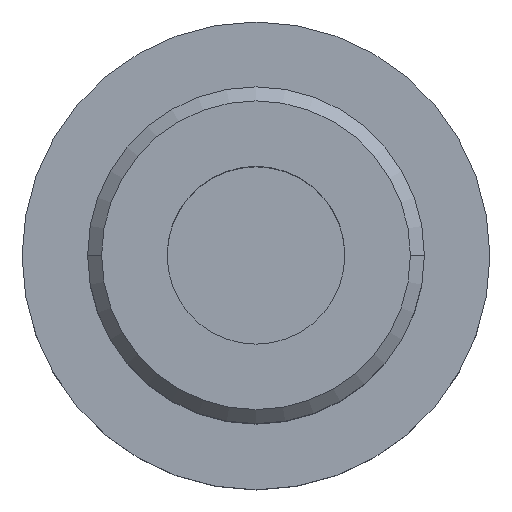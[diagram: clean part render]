
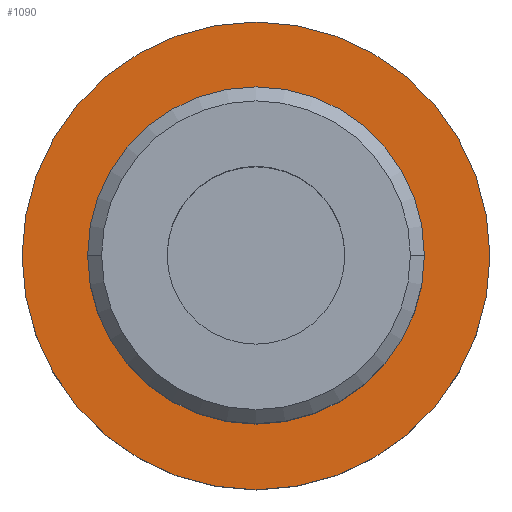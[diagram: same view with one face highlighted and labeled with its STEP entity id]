
A CAD part, top view. The second image highlights one B-rep face of the part: STEP entity #1090.
In plain terms, the highlighted planar face has unit normal (0, 0, 1).
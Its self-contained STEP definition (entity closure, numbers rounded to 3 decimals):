
#176 = ORIENTED_EDGE ( 'NONE', *, *, #2267, .F. ) ;
#212 = AXIS2_PLACEMENT_3D ( 'NONE', #2324, #1521, #2070 ) ;
#287 = EDGE_LOOP ( 'NONE', ( #176, #3132 ) ) ;
#324 = DIRECTION ( 'NONE',  ( 0., 0., -1. ) ) ;
#383 = VERTEX_POINT ( 'NONE', #3046 ) ;
#438 = CIRCLE ( 'NONE', #900, 25. ) ;
#500 = CARTESIAN_POINT ( 'NONE',  ( 0., 0., 55. ) ) ;
#529 = CARTESIAN_POINT ( 'NONE',  ( -25., 0., 55. ) ) ;
#551 = VERTEX_POINT ( 'NONE', #1950 ) ;
#601 = CARTESIAN_POINT ( 'NONE',  ( 0., 0., 55. ) ) ;
#639 = EDGE_CURVE ( 'NONE', #2139, #987, #695, .T. ) ;
#690 = ORIENTED_EDGE ( 'NONE', *, *, #876, .T. ) ;
#695 = CIRCLE ( 'NONE', #1918, 25. ) ;
#757 = FACE_BOUND ( 'NONE', #2467, .T. ) ;
#820 = ORIENTED_EDGE ( 'NONE', *, *, #1875, .T. ) ;
#876 = EDGE_CURVE ( 'NONE', #383, #551, #3474, .T. ) ;
#900 = AXIS2_PLACEMENT_3D ( 'NONE', #601, #1392, #2485 ) ;
#912 = CARTESIAN_POINT ( 'NONE',  ( 0., 0., 55. ) ) ;
#967 = FACE_OUTER_BOUND ( 'NONE', #287, .T. ) ;
#987 = VERTEX_POINT ( 'NONE', #529 ) ;
#1058 = AXIS2_PLACEMENT_3D ( 'NONE', #500, #2898, #3431 ) ;
#1090 = ADVANCED_FACE ( 'NONE', ( #757, #967 ), #3229, .T. ) ;
#1392 = DIRECTION ( 'NONE',  ( 0., 0., -1. ) ) ;
#1521 = DIRECTION ( 'NONE',  ( 0., 0., -1. ) ) ;
#1668 = AXIS2_PLACEMENT_3D ( 'NONE', #2169, #2445, #1942 ) ;
#1875 = EDGE_CURVE ( 'NONE', #551, #383, #2269, .T. ) ;
#1918 = AXIS2_PLACEMENT_3D ( 'NONE', #912, #324, #2530 ) ;
#1942 = DIRECTION ( 'NONE',  ( 1., 0., 0. ) ) ;
#1950 = CARTESIAN_POINT ( 'NONE',  ( -16.5, 0., 55. ) ) ;
#2070 = DIRECTION ( 'NONE',  ( -1., 0., 0. ) ) ;
#2139 = VERTEX_POINT ( 'NONE', #2406 ) ;
#2169 = CARTESIAN_POINT ( 'NONE',  ( 0., 25., 55. ) ) ;
#2267 = EDGE_CURVE ( 'NONE', #987, #2139, #438, .T. ) ;
#2269 = CIRCLE ( 'NONE', #212, 16.5 ) ;
#2324 = CARTESIAN_POINT ( 'NONE',  ( 0., 0., 55. ) ) ;
#2406 = CARTESIAN_POINT ( 'NONE',  ( 25., 0., 55. ) ) ;
#2445 = DIRECTION ( 'NONE',  ( 0., 0., 1. ) ) ;
#2467 = EDGE_LOOP ( 'NONE', ( #820, #690 ) ) ;
#2485 = DIRECTION ( 'NONE',  ( -1., 0., 0. ) ) ;
#2530 = DIRECTION ( 'NONE',  ( -1., 0., 0. ) ) ;
#2898 = DIRECTION ( 'NONE',  ( 0., 0., -1. ) ) ;
#3046 = CARTESIAN_POINT ( 'NONE',  ( 16.5, 0., 55. ) ) ;
#3132 = ORIENTED_EDGE ( 'NONE', *, *, #639, .F. ) ;
#3229 = PLANE ( 'NONE',  #1668 ) ;
#3431 = DIRECTION ( 'NONE',  ( -1., 0., 0. ) ) ;
#3474 = CIRCLE ( 'NONE', #1058, 16.5 ) ;
